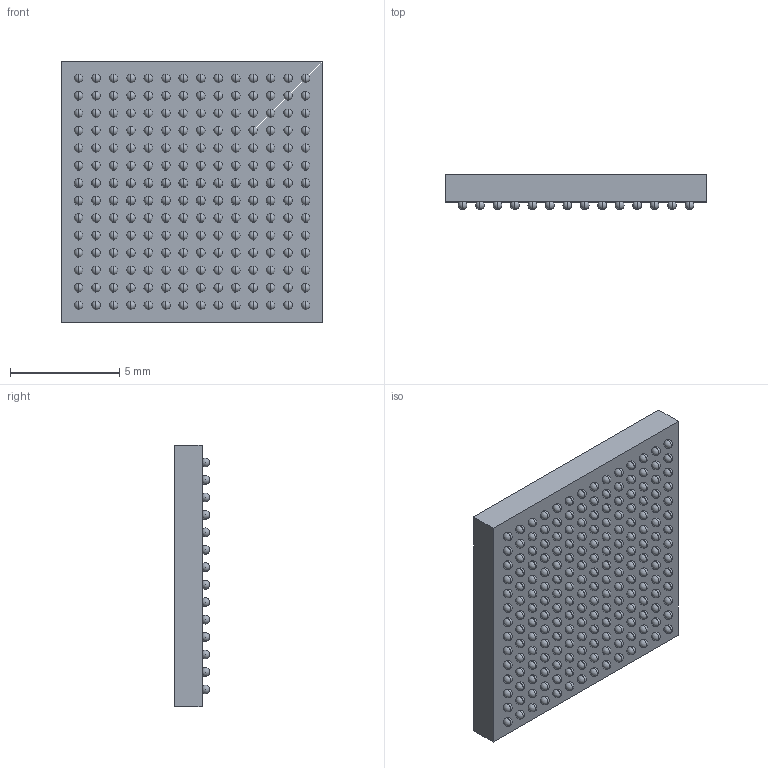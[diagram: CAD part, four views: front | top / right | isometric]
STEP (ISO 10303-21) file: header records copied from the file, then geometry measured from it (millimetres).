
FILE_DESCRIPTION (( 'STEP AP214' ), '1' );
FILE_NAME ('MIMXRT1052CVJ5B.STEP', '2019-07-02T21:21:55', ( '' ), ( '' ), 'SwSTEP 2.0', 'SolidWorks 2017', '' );
FILE_SCHEMA (( 'AUTOMOTIVE_DESIGN' ));
Length unit declared in the file: millimetre
Products named in the file (1): MIMXRT1052CVJ5B
Bounding box: 12 x 1.61 x 12 mm (x, y, z)
Volume: 189.4 mm3; surface area: 447.5 mm2
Topology: 197 solids, 197 shells, 398 faces, 1384 edges, 988 vertices
Faces by surface type: sphere 392, plane 6
Entity records: 14106 total; most frequent: DIRECTION 1594, CARTESIAN_POINT 1203, ORIENTED_EDGE 808, AXIS2_PLACEMENT_3D 791, UNCERTAINTY_MEASURE_WITH_UNIT 591, PRESENTATION_STYLE_ASSIGNMENT 590, MECHANICAL_DESIGN_GEOMETRIC_PRESENTATION_REPRESENTATION 590, FILL_AREA_STYLE_COLOUR 590
